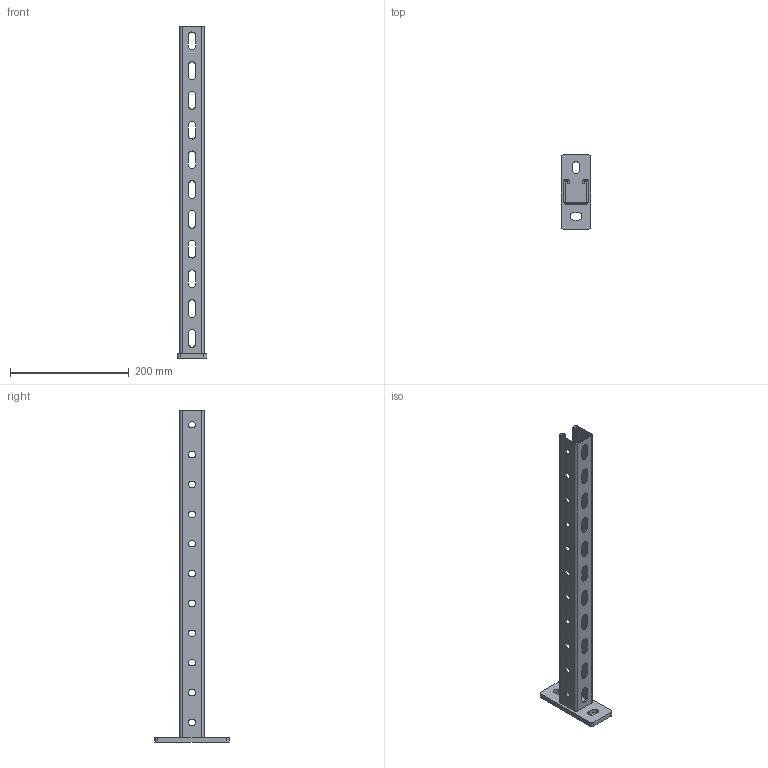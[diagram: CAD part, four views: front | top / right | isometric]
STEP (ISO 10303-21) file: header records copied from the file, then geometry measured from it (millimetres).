
FILE_DESCRIPTION (( 'STEP AP203' ), '1' );
FILE_NAME ('ÊÈÂÀ 207.03.00ÑÁ_Êîíñîëü Strut îäèíàðíàÿ_h41 L500.step', '2022-01-27T09:19:34', ( '' ), ( '' ), 'SwSTEP 2.0', 'SolidWorks 2017', '' );
FILE_SCHEMA (( 'CONFIG_CONTROL_DESIGN' ));
Length unit declared in the file: millimetre
Products named in the file (3): ÊÈÂÀ 207.03.00ÑÁ_Êîíñîëü Strut îäèíàðíàÿ_h41 L500; ÊÈÂÀ 207.03.01 Ïÿòêà êîíñîëè ¹1_-01; STRUT-镳铘桦黖h41-550
Assembly tree (2 placements, depth 2):
  ÊÈÂÀ 207.03.00ÑÁ_Êîíñîëü Strut îäèíàðíàÿ_h41 L500
    ÊÈÂÀ 207.03.01 Ïÿòêà êîíñîëè ¹1_-01
    STRUT-镳铘桦黖h41-550
Bounding box: 50 x 125 x 558 mm (x, y, z)
Volume: 214591.3 mm3; surface area: 160088.5 mm2
Topology: 2 solids, 2 shells, 1054 faces, 3149 edges, 2099 vertices
Faces by surface type: plane 973, cylinder 81
Entity records: 35292 total; most frequent: CARTESIAN_POINT 6307, ORIENTED_EDGE 6298, DIRECTION 5429, EDGE_CURVE 3149, LINE 2987, VECTOR 2987, VERTEX_POINT 2099, AXIS2_PLACEMENT_3D 1221
